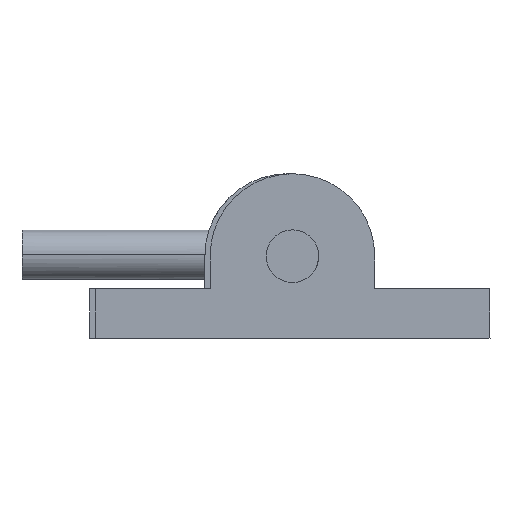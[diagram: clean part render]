
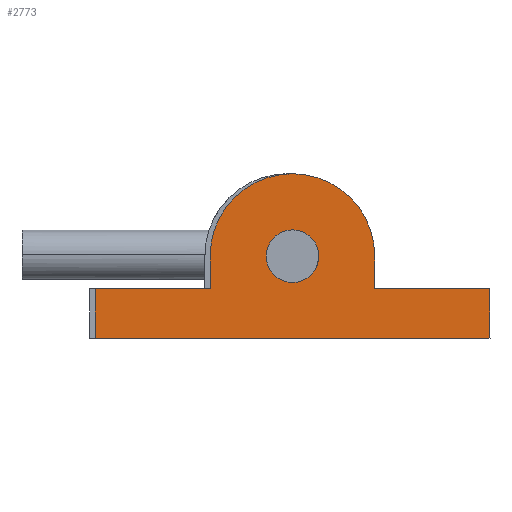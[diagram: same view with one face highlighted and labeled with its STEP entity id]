
A CAD part, left-side view. The second image highlights one B-rep face of the part: STEP entity #2773.
In plain terms, the highlighted planar face has unit normal (-1, 0, 0).
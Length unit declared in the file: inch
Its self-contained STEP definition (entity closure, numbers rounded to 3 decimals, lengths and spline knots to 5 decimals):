
#1809=CARTESIAN_POINT('',(-0.9984,0.97,0.53362));
#1810=VERTEX_POINT('',#1809);
#1819=CARTESIAN_POINT('',(-0.9984,0.74938,0.625));
#1820=VERTEX_POINT('',#1819);
#1821=CARTESIAN_POINT('',(-0.9984,0.74938,0.313));
#1822=DIRECTION('',(-1.0,0.,0.));
#1823=DIRECTION('',(0.,0.707,0.707));
#1824=AXIS2_PLACEMENT_3D('',#1821,#1822,#1823);
#1825=CIRCLE('',#1824,0.312);
#1826=EDGE_CURVE('',#1820,#1810,#1825,.T.);
#1851=CARTESIAN_POINT('',(-0.9984,0.52776,0.53362));
#1852=VERTEX_POINT('',#1851);
#1861=CARTESIAN_POINT('',(-0.9984,0.43638,0.313));
#1862=VERTEX_POINT('',#1861);
#1863=CARTESIAN_POINT('',(-0.9984,0.74838,0.313));
#1864=DIRECTION('',(-1.0,0.,0.));
#1865=DIRECTION('',(0.,-0.707,0.707));
#1866=AXIS2_PLACEMENT_3D('',#1863,#1864,#1865);
#1867=CIRCLE('',#1866,0.312);
#1868=EDGE_CURVE('',#1862,#1852,#1867,.T.);
#1937=CARTESIAN_POINT('',(-0.9984,0.84838,0.312));
#1938=VERTEX_POINT('',#1937);
#1954=CARTESIAN_POINT('',(-0.9984,0.64838,0.312));
#1955=VERTEX_POINT('',#1954);
#1962=CARTESIAN_POINT('',(-0.9984,0.74838,0.312));
#1963=DIRECTION('',(1.0,0.0,0.0));
#1964=DIRECTION('',(0.0,1.0,0.0));
#1965=AXIS2_PLACEMENT_3D('',#1962,#1963,#1964);
#1966=CIRCLE('',#1965,0.1);
#1967=EDGE_CURVE('',#1938,#1955,#1966,.T.);
#2366=CARTESIAN_POINT('',(-0.9984,0.74838,0.312));
#2367=DIRECTION('',(1.0,0.0,0.0));
#2368=DIRECTION('',(0.0,1.0,0.0));
#2369=AXIS2_PLACEMENT_3D('',#2366,#2367,#2368);
#2370=CIRCLE('',#2369,0.1);
#2371=EDGE_CURVE('',#1955,#1938,#2370,.T.);
#2437=CARTESIAN_POINT('',(-0.9984,0.43638,0.188));
#2438=VERTEX_POINT('',#2437);
#2445=CARTESIAN_POINT('',(-0.9984,-0.00062,0.188));
#2446=VERTEX_POINT('',#2445);
#2447=CARTESIAN_POINT('',(-0.9984,-0.00062,0.188));
#2448=DIRECTION('',(0.0,1.0,0.0));
#2449=VECTOR('',#2448,0.437);
#2450=LINE('',#2447,#2449);
#2451=EDGE_CURVE('',#2446,#2438,#2450,.T.);
#2482=CARTESIAN_POINT('',(-0.9984,0.43638,0.188));
#2483=DIRECTION('',(0.0,0.0,1.0));
#2484=VECTOR('',#2483,0.125);
#2485=LINE('',#2482,#2484);
#2486=EDGE_CURVE('',#2438,#1862,#2485,.T.);
#2507=CARTESIAN_POINT('',(-0.9984,0.74838,0.625));
#2508=VERTEX_POINT('',#2507);
#2515=CARTESIAN_POINT('',(-0.9984,0.74838,0.313));
#2516=DIRECTION('',(-1.0,0.,0.));
#2517=DIRECTION('',(0.,-0.707,0.707));
#2518=AXIS2_PLACEMENT_3D('',#2515,#2516,#2517);
#2519=CIRCLE('',#2518,0.312);
#2520=EDGE_CURVE('',#1852,#2508,#2519,.T.);
#2537=CARTESIAN_POINT('',(-0.9984,0.74838,0.625));
#2538=DIRECTION('',(0.0,1.0,0.0));
#2539=VECTOR('',#2538,0.001);
#2540=LINE('',#2537,#2539);
#2541=EDGE_CURVE('',#2508,#1820,#2540,.T.);
#2562=CARTESIAN_POINT('',(-0.9984,1.06138,0.313));
#2563=VERTEX_POINT('',#2562);
#2570=CARTESIAN_POINT('',(-0.9984,0.74938,0.313));
#2571=DIRECTION('',(-1.0,0.,0.));
#2572=DIRECTION('',(0.,0.707,0.707));
#2573=AXIS2_PLACEMENT_3D('',#2570,#2571,#2572);
#2574=CIRCLE('',#2573,0.312);
#2575=EDGE_CURVE('',#1810,#2563,#2574,.T.);
#2593=CARTESIAN_POINT('',(-0.9984,1.06138,0.188));
#2594=VERTEX_POINT('',#2593);
#2601=CARTESIAN_POINT('',(-0.9984,1.06138,0.313));
#2602=DIRECTION('',(0.0,0.0,-1.0));
#2603=VECTOR('',#2602,0.125);
#2604=LINE('',#2601,#2603);
#2605=EDGE_CURVE('',#2563,#2594,#2604,.T.);
#2624=CARTESIAN_POINT('',(-0.9984,1.49838,0.188));
#2625=VERTEX_POINT('',#2624);
#2632=CARTESIAN_POINT('',(-0.9984,1.06138,0.188));
#2633=DIRECTION('',(0.0,1.0,0.0));
#2634=VECTOR('',#2633,0.437);
#2635=LINE('',#2632,#2634);
#2636=EDGE_CURVE('',#2594,#2625,#2635,.T.);
#2663=CARTESIAN_POINT('',(-0.9984,1.49838,0.));
#2664=VERTEX_POINT('',#2663);
#2671=CARTESIAN_POINT('',(-0.9984,1.49838,0.188));
#2672=DIRECTION('',(0.0,0.0,-1.0));
#2673=VECTOR('',#2672,0.188);
#2674=LINE('',#2671,#2673);
#2675=EDGE_CURVE('',#2625,#2664,#2674,.T.);
#2694=CARTESIAN_POINT('',(-0.9984,-0.00162,0.0));
#2695=VERTEX_POINT('',#2694);
#2702=CARTESIAN_POINT('',(-0.9984,1.49838,0.));
#2703=DIRECTION('',(0.0,-1.0,0.0));
#2704=VECTOR('',#2703,1.5);
#2705=LINE('',#2702,#2704);
#2706=EDGE_CURVE('',#2664,#2695,#2705,.T.);
#2740=CARTESIAN_POINT('',(-0.9984,-0.00162,0.0));
#2741=DIRECTION('',(0.0,0.005,1.));
#2742=VECTOR('',#2741,0.188);
#2743=LINE('',#2740,#2742);
#2744=EDGE_CURVE('',#2695,#2446,#2743,.T.);
#2750=CARTESIAN_POINT('',(-0.9984,-0.07662,-0.03125));
#2751=DIRECTION('',(-1.0,0.0,0.0));
#2752=DIRECTION('',(0.0,0.0,1.0));
#2753=AXIS2_PLACEMENT_3D('',#2750,#2751,#2752);
#2754=PLANE('',#2753);
#2755=ORIENTED_EDGE('',*,*,#2744,.T.);
#2756=ORIENTED_EDGE('',*,*,#2451,.T.);
#2757=ORIENTED_EDGE('',*,*,#2486,.T.);
#2758=ORIENTED_EDGE('',*,*,#1868,.T.);
#2759=ORIENTED_EDGE('',*,*,#2520,.T.);
#2760=ORIENTED_EDGE('',*,*,#2541,.T.);
#2761=ORIENTED_EDGE('',*,*,#1826,.T.);
#2762=ORIENTED_EDGE('',*,*,#2575,.T.);
#2763=ORIENTED_EDGE('',*,*,#2605,.T.);
#2764=ORIENTED_EDGE('',*,*,#2636,.T.);
#2765=ORIENTED_EDGE('',*,*,#2675,.T.);
#2766=ORIENTED_EDGE('',*,*,#2706,.T.);
#2767=EDGE_LOOP('',(#2755,#2756,#2757,#2758,#2759,#2760,#2761,#2762,#2763,#2764,#2765,#2766));
#2768=FACE_OUTER_BOUND('',#2767,.T.);
#2769=ORIENTED_EDGE('',*,*,#1967,.T.);
#2770=ORIENTED_EDGE('',*,*,#2371,.T.);
#2771=EDGE_LOOP('',(#2769,#2770));
#2772=FACE_BOUND('',#2771,.T.);
#2773=ADVANCED_FACE('',(#2768,#2772),#2754,.T.);
